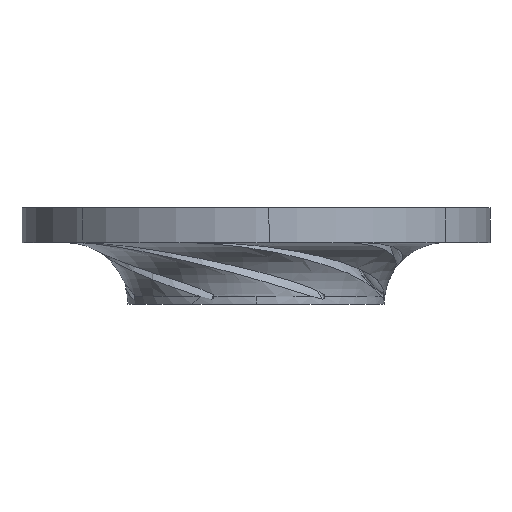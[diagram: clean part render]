
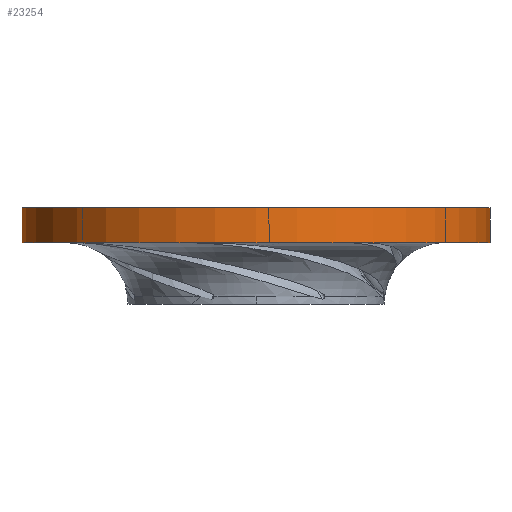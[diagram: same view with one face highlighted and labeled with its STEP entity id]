
A CAD part, front view. The second image highlights one B-rep face of the part: STEP entity #23254.
In plain terms, the highlighted cylindrical face has radius 257.5 mm (diameter 515 mm), a partial arc.
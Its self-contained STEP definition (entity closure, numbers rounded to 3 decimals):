
#490=CARTESIAN_POINT('',(0.,0.,19.23));
#491=DIRECTION('',(0.,0.,1.));
#492=DIRECTION('',(0.,-1.,0.));
#493=AXIS2_PLACEMENT_3D('',#490,#491,#492);
#495=CARTESIAN_POINT('',(0.,-257.5,19.23));
#2637=CARTESIAN_POINT('',(0.,-257.5,-19.256));
#2639=CARTESIAN_POINT('',(0.,0.,-19.256));
#2640=DIRECTION('',(0.,0.,-1.));
#2641=DIRECTION('',(1.,0.,0.));
#2642=AXIS2_PLACEMENT_3D('',#2639,#2640,#2641);
#2649=CARTESIAN_POINT('',(0.,0.,19.23));
#2650=DIRECTION('',(0.,0.,1.));
#2651=DIRECTION('',(-1.,0.,0.));
#2652=AXIS2_PLACEMENT_3D('',#2649,#2650,#2651);
#5108=CARTESIAN_POINT('',(0.,0.,-19.256));
#5109=DIRECTION('',(0.,0.,-1.));
#5110=DIRECTION('',(0.,-1.,0.));
#5111=AXIS2_PLACEMENT_3D('',#5108,#5109,#5110);
#5441=DIRECTION('',(0.,0.,1.));
#5442=VECTOR('',#5441,38.486);
#5443=CARTESIAN_POINT('',(257.5,0.,-19.256));
#5444=LINE('',#5443,#5442);
#5445=DIRECTION('',(0.,0.,1.));
#5446=VECTOR('',#5445,38.486);
#5447=CARTESIAN_POINT('',(-257.5,0.,-19.256));
#5448=LINE('',#5447,#5446);
#8621=CARTESIAN_POINT('',(-257.5,0.,-19.256));
#8622=CARTESIAN_POINT('',(-257.5,0.,19.23));
#8623=VERTEX_POINT('',#8621);
#8624=VERTEX_POINT('',#8622);
#8625=CARTESIAN_POINT('',(257.5,0.,-19.256));
#8626=CARTESIAN_POINT('',(257.5,0.,19.23));
#8627=VERTEX_POINT('',#8625);
#8628=VERTEX_POINT('',#8626);
#8641=VERTEX_POINT('',#2637);
#8663=VERTEX_POINT('',#495);
#23241=CARTESIAN_POINT('',(0.,0.,0.));
#23242=DIRECTION('',(0.,0.,1.));
#23243=DIRECTION('',(1.,0.,0.));
#23244=AXIS2_PLACEMENT_3D('',#23241,#23242,#23243);
#23245=CYLINDRICAL_SURFACE('',#23244,257.5);
#23246=ORIENTED_EDGE('',*,*,#10056,.T.);
#23247=ORIENTED_EDGE('',*,*,#15103,.F.);
#23248=ORIENTED_EDGE('',*,*,#15086,.T.);
#23249=ORIENTED_EDGE('',*,*,#23206,.T.);
#23250=ORIENTED_EDGE('',*,*,#15098,.T.);
#23251=ORIENTED_EDGE('',*,*,#15151,.T.);
#23252=EDGE_LOOP('',(#23246,#23247,#23248,#23249,#23250,#23251));
#23253=FACE_OUTER_BOUND('',#23252,.F.);
#23254=ADVANCED_FACE('',(#23253),#23245,.T.);
#494=CIRCLE('',#493,257.5);
#2643=CIRCLE('',#2642,257.5);
#2653=CIRCLE('',#2652,257.5);
#5112=CIRCLE('',#5111,257.5);
#10056=EDGE_CURVE('',#8663,#8628,#494,.T.);
#15086=EDGE_CURVE('',#8627,#8641,#2643,.T.);
#15098=EDGE_CURVE('',#8623,#8624,#5448,.T.);
#15103=EDGE_CURVE('',#8627,#8628,#5444,.T.);
#15151=EDGE_CURVE('',#8624,#8663,#2653,.T.);
#23206=EDGE_CURVE('',#8641,#8623,#5112,.T.);
